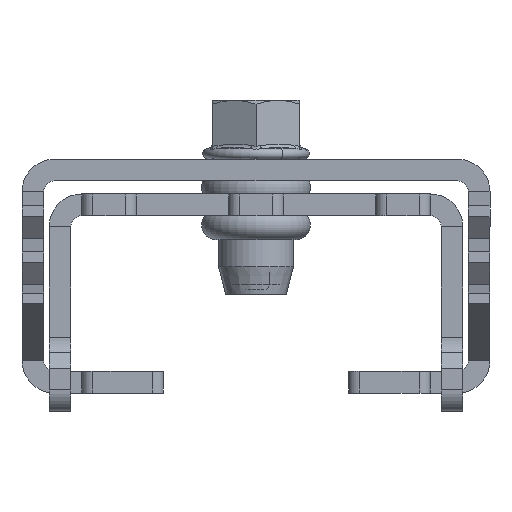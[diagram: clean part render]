
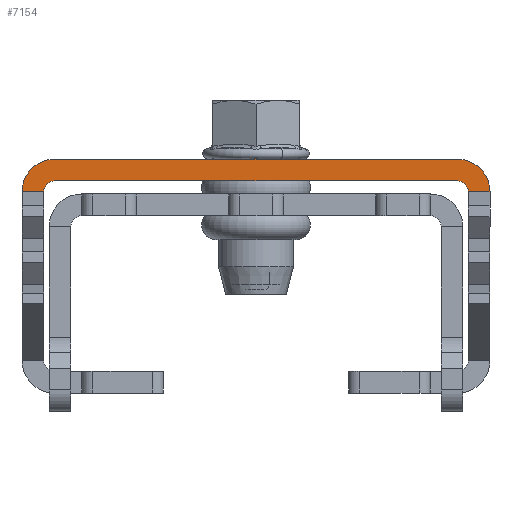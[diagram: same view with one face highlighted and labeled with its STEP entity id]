
A CAD part, left-side view. The second image highlights one B-rep face of the part: STEP entity #7154.
In plain terms, the highlighted face is planar.
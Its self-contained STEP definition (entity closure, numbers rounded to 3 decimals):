
#9 = DIRECTION ( 'NONE',  ( -1., 0., 0. ) ) ;
#699 = AXIS2_PLACEMENT_3D ( 'NONE', #5162, #9177, #1434 ) ;
#894 = CARTESIAN_POINT ( 'NONE',  ( 18.5, -3., 8. ) ) ;
#1074 = VECTOR ( 'NONE', #9292, 1000. ) ;
#1128 = ORIENTED_EDGE ( 'NONE', *, *, #10332, .F. ) ;
#1188 = AXIS2_PLACEMENT_3D ( 'NONE', #1787, #9276, #6561 ) ;
#1234 = CARTESIAN_POINT ( 'NONE',  ( 19.5, -3., 8. ) ) ;
#1434 = DIRECTION ( 'NONE',  ( -1., 0., 0. ) ) ;
#1490 = EDGE_CURVE ( 'NONE', #5671, #1926, #6143, .T. ) ;
#1501 = VERTEX_POINT ( 'NONE', #11897 ) ;
#1561 = EDGE_CURVE ( 'NONE', #10934, #12337, #7335, .T. ) ;
#1787 = CARTESIAN_POINT ( 'NONE',  ( -18.5, -3., 8. ) ) ;
#1807 = ORIENTED_EDGE ( 'NONE', *, *, #9482, .F. ) ;
#1890 = VERTEX_POINT ( 'NONE', #1234 ) ;
#1926 = VERTEX_POINT ( 'NONE', #5962 ) ;
#1994 = ORIENTED_EDGE ( 'NONE', *, *, #1490, .T. ) ;
#2260 = DIRECTION ( 'NONE',  ( -1., 0., 0. ) ) ;
#2273 = CARTESIAN_POINT ( 'NONE',  ( 21.5, -3., 8. ) ) ;
#2325 = FACE_OUTER_BOUND ( 'NONE', #5315, .T. ) ;
#2680 = VERTEX_POINT ( 'NONE', #8873 ) ;
#2747 = CARTESIAN_POINT ( 'NONE',  ( -21.5, -3., 8. ) ) ;
#2924 = DIRECTION ( 'NONE',  ( -1., 0., 0. ) ) ;
#3071 = VERTEX_POINT ( 'NONE', #10828 ) ;
#3072 = ORIENTED_EDGE ( 'NONE', *, *, #5810, .T. ) ;
#3386 = CARTESIAN_POINT ( 'NONE',  ( -21.5, -3., 8. ) ) ;
#3421 = EDGE_CURVE ( 'NONE', #1890, #10934, #5580, .T. ) ;
#4057 = DIRECTION ( 'NONE',  ( 0., 0., 1. ) ) ;
#4153 = LINE ( 'NONE', #9170, #4375 ) ;
#4375 = VECTOR ( 'NONE', #2260, 1000. ) ;
#4937 = CARTESIAN_POINT ( 'NONE',  ( -18.5, -3., 8. ) ) ;
#5008 = CIRCLE ( 'NONE', #1188, 1. ) ;
#5111 = CIRCLE ( 'NONE', #11354, 1. ) ;
#5162 = CARTESIAN_POINT ( 'NONE',  ( 18.5, -3., 8. ) ) ;
#5223 = DIRECTION ( 'NONE',  ( -1., 0., 0. ) ) ;
#5315 = EDGE_LOOP ( 'NONE', ( #10172, #3072, #6075, #1994, #1128, #6980, #1807, #11009 ) ) ;
#5580 = LINE ( 'NONE', #2747, #1074 ) ;
#5671 = VERTEX_POINT ( 'NONE', #8303 ) ;
#5810 = EDGE_CURVE ( 'NONE', #12337, #1501, #4153, .T. ) ;
#5962 = CARTESIAN_POINT ( 'NONE',  ( -19.5, -3., 8. ) ) ;
#6075 = ORIENTED_EDGE ( 'NONE', *, *, #10409, .T. ) ;
#6143 = LINE ( 'NONE', #3386, #11589 ) ;
#6212 = AXIS2_PLACEMENT_3D ( 'NONE', #7979, #7218, #5223 ) ;
#6561 = DIRECTION ( 'NONE',  ( -1., 0., 0. ) ) ;
#6980 = ORIENTED_EDGE ( 'NONE', *, *, #7469, .F. ) ;
#7017 = CARTESIAN_POINT ( 'NONE',  ( -21.5, -2., 8. ) ) ;
#7154 = ADVANCED_FACE ( 'NONE', ( #2325 ), #12091, .F. ) ;
#7218 = DIRECTION ( 'NONE',  ( 0., 0., -1. ) ) ;
#7335 = CIRCLE ( 'NONE', #699, 3. ) ;
#7469 = EDGE_CURVE ( 'NONE', #2680, #3071, #9155, .T. ) ;
#7638 = DIRECTION ( 'NONE',  ( 0., 0., 1. ) ) ;
#7979 = CARTESIAN_POINT ( 'NONE',  ( -21.5, 3., 8. ) ) ;
#8034 = DIRECTION ( 'NONE',  ( 1., 0., 0. ) ) ;
#8220 = VECTOR ( 'NONE', #8969, 1000. ) ;
#8303 = CARTESIAN_POINT ( 'NONE',  ( -21.5, -3., 8. ) ) ;
#8873 = CARTESIAN_POINT ( 'NONE',  ( 18.5, -2., 8. ) ) ;
#8969 = DIRECTION ( 'NONE',  ( -1., 0., 0. ) ) ;
#9155 = LINE ( 'NONE', #7017, #8220 ) ;
#9170 = CARTESIAN_POINT ( 'NONE',  ( -21.5, 0., 8. ) ) ;
#9177 = DIRECTION ( 'NONE',  ( 0., 0., 1. ) ) ;
#9276 = DIRECTION ( 'NONE',  ( 0., 0., 1. ) ) ;
#9292 = DIRECTION ( 'NONE',  ( 1., 0., 0. ) ) ;
#9482 = EDGE_CURVE ( 'NONE', #1890, #2680, #5111, .T. ) ;
#9842 = CIRCLE ( 'NONE', #10212, 3. ) ;
#10172 = ORIENTED_EDGE ( 'NONE', *, *, #1561, .T. ) ;
#10212 = AXIS2_PLACEMENT_3D ( 'NONE', #4937, #4057, #9 ) ;
#10332 = EDGE_CURVE ( 'NONE', #3071, #1926, #5008, .T. ) ;
#10409 = EDGE_CURVE ( 'NONE', #1501, #5671, #9842, .T. ) ;
#10828 = CARTESIAN_POINT ( 'NONE',  ( -18.5, -2., 8. ) ) ;
#10934 = VERTEX_POINT ( 'NONE', #2273 ) ;
#11009 = ORIENTED_EDGE ( 'NONE', *, *, #3421, .T. ) ;
#11354 = AXIS2_PLACEMENT_3D ( 'NONE', #894, #7638, #2924 ) ;
#11589 = VECTOR ( 'NONE', #8034, 1000. ) ;
#11897 = CARTESIAN_POINT ( 'NONE',  ( -18.5, 0., 8. ) ) ;
#12091 = PLANE ( 'NONE',  #6212 ) ;
#12289 = CARTESIAN_POINT ( 'NONE',  ( 18.5, 0., 8. ) ) ;
#12337 = VERTEX_POINT ( 'NONE', #12289 ) ;
